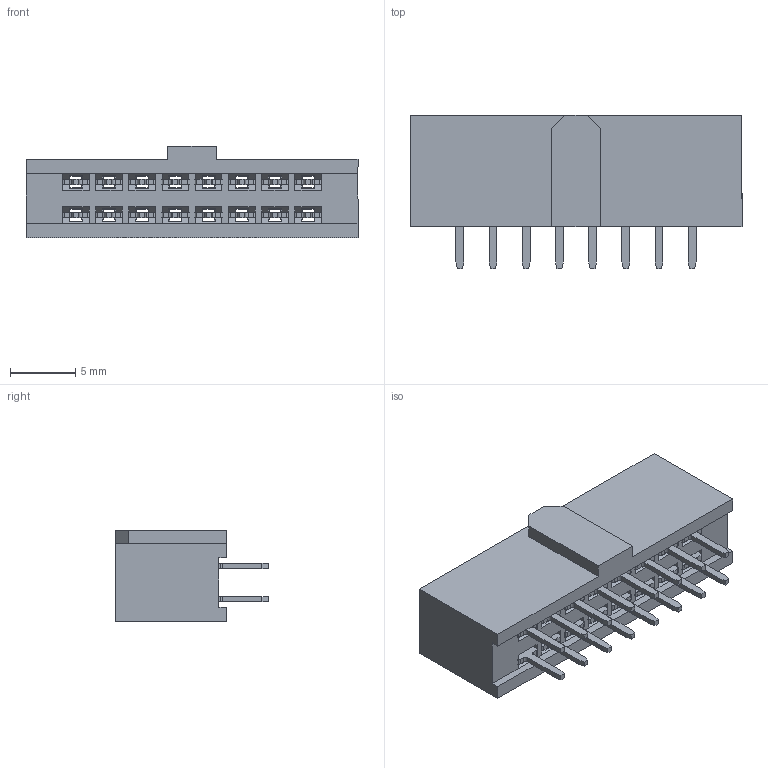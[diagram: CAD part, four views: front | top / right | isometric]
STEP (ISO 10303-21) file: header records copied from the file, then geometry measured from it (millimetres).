
FILE_DESCRIPTION (( 'STEP AP203' ), '1' );
FILE_NAME ('11160, SFH11-P_ _C-D08-ST-_ _.STEP', '2015-12-01T02:30:12', ( 'LUANN HERRING' ), ( 'SULLINS' ), 'SwSTEP 2.0', 'SolidWorks 2015', '' );
FILE_SCHEMA (( 'CONFIG_CONTROL_DESIGN' ));
Length unit declared in the file: inch
Products named in the file (2): 11160, SFH11-P_ _C-D08-ST-_ _
Bounding box: 25.4 x 11.7 x 7 mm (x, y, z)
Volume: 1149.5 mm3; surface area: 2114.8 mm2
Topology: 17 solids, 17 shells, 832 faces, 2362 edges, 1564 vertices
Faces by surface type: plane 624, cylinder 208
Entity records: 26995 total; most frequent: CARTESIAN_POINT 4760, ORIENTED_EDGE 4724, DIRECTION 4446, EDGE_CURVE 2362, LINE 1946, VECTOR 1946, VERTEX_POINT 1564, AXIS2_PLACEMENT_3D 1250
